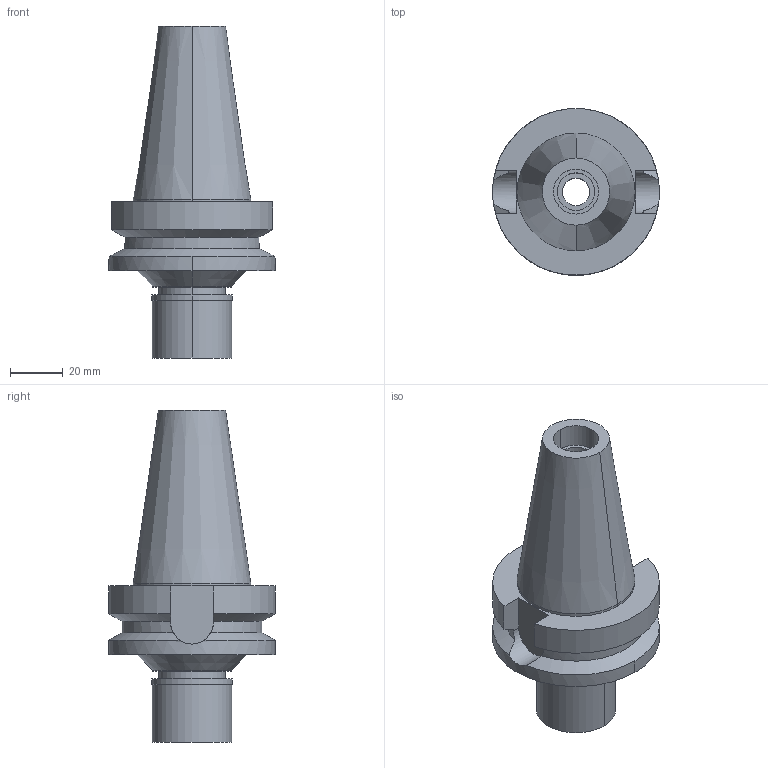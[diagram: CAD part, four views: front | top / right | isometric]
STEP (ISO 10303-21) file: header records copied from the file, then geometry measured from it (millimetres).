
FILE_DESCRIPTION (( 'STEP AP203' ), '1' );
FILE_NAME ('BBT40-MEGA10N-60.stp', '2019-06-26T16:55:41', ( '' ), ( '' ), 'SwSTEP 2.0', 'SolidWorks 2019', '' );
FILE_SCHEMA (( 'CONFIG_CONTROL_DESIGN' ));
Length unit declared in the file: millimetre
Products named in the file (7): MGN10_1.stp; BBT40-MEGA10N-60; BBT40-MEGA10N-60-100.stp; BBT40-MEGA10N-60_1.stp; BBT40MN10060-010_ASM.stp; DXF_TEMP_ASSY_ASM_4_ASM.stp; BBT40-MEGA10N-60-100-FreeParts
Assembly tree (5 placements, depth 5):
  BBT40-MEGA10N-60
    BBT40-MEGA10N-60-100.stp
      BBT40MN10060-010_ASM.stp
        DXF_TEMP_ASSY_ASM_4_ASM.stp
          BBT40-MEGA10N-60_1.stp
          MGN10_1.stp
  BBT40-MEGA10N-60-100-FreeParts
Bounding box: 63 x 63 x 125.4 mm (x, y, z)
Volume: 141679.4 mm3; surface area: 29850.3 mm2
Topology: 2 solids, 2 shells, 76 faces, 169 edges, 109 vertices
Faces by surface type: cylinder 40, plane 22, cone 14
Entity records: 3010 total; most frequent: CARTESIAN_POINT 560, DIRECTION 408, ORIENTED_EDGE 338, AXIS2_PLACEMENT_3D 173, EDGE_CURVE 169, VERTEX_POINT 109, EDGE_LOOP 92, CIRCLE 86
